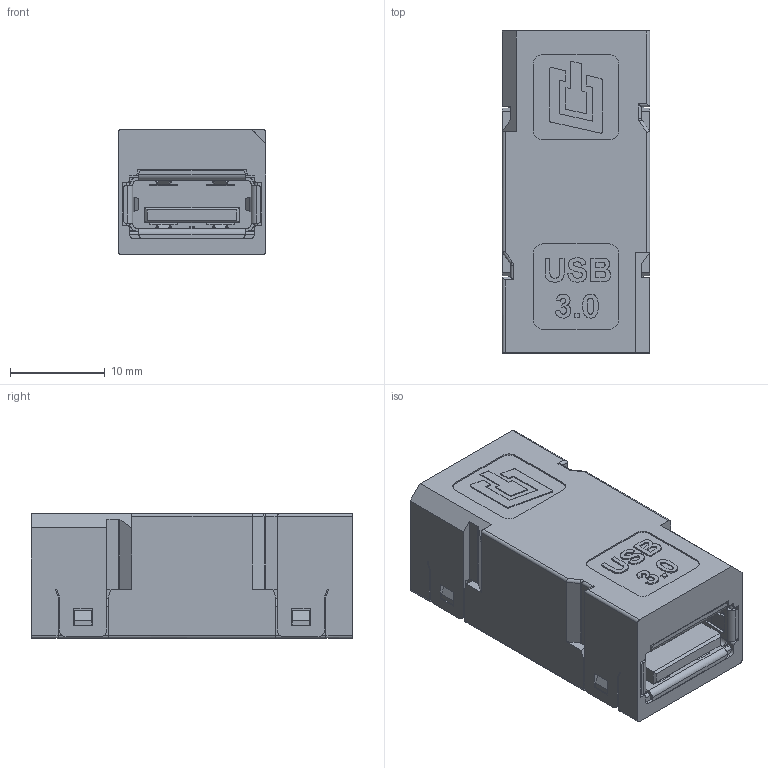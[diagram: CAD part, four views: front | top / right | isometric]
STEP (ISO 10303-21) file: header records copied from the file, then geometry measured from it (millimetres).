
FILE_DESCRIPTION(('CATIA V5 STEP Exchange','CAx-IF Rec.Pracs.--- Model Styling and Organization---1.5--- 2016-08-15','CAx-IF Rec.Pracs.---Supplemental Geometry---1.0---2011-11-01','CAx-IF Rec.Pracs.--- Composite Materials ---1.1---2010-07-15'),'2;1');
FILE_NAME ('014310-4_1', '2025-01-08T09:01:55+00:00', ('none'), ('Weidmueller'), 'CATIA Version 5-6 Release 2022 SP4 HF5', 'CATIA V5 STEP AP214 v3', 'none');
FILE_SCHEMA(('AUTOMOTIVE_DESIGN { 1 0 10303 214 1 1 1 1 }'));
Length unit declared in the file: millimetre
Products named in the file (1): IE-BI-USB-3.0-A
Bounding box: 15.6 x 34 x 13.19 mm (x, y, z)
Volume: 5249.6 mm3; surface area: 5646.3 mm2
Topology: 1 solids, 1 shells, 981 faces, 2871 edges, 1879 vertices
Faces by surface type: plane 617, cylinder 286, bspline 64, torus 10, extrusion 4
Entity records: 37410 total; most frequent: CARTESIAN_POINT 11669, ORIENTED_EDGE 5734, DIRECTION 4139, EDGE_CURVE 2867, VECTOR 2064, LINE 2060, VERTEX_POINT 1879, AXIS2_PLACEMENT_3D 1202
